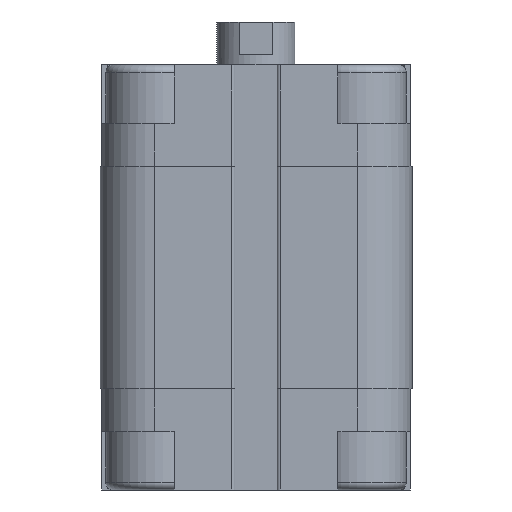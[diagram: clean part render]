
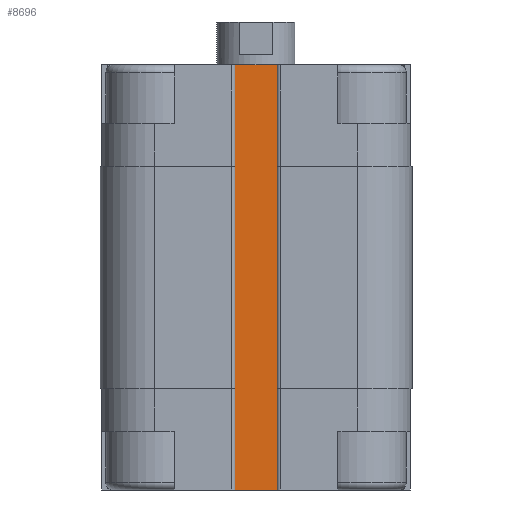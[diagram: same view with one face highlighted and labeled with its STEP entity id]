
A CAD part, front view. The second image highlights one B-rep face of the part: STEP entity #8696.
In plain terms, the highlighted face is planar.
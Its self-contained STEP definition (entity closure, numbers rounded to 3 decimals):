
#155=LINE('',#13174,#957);
#270=LINE('',#13537,#1072);
#271=LINE('',#13539,#1073);
#272=LINE('',#13541,#1074);
#957=VECTOR('',#10237,1000.);
#1072=VECTOR('',#10568,1000.);
#1073=VECTOR('',#10571,1000.);
#1074=VECTOR('',#10572,1000.);
#1700=PLANE('',#9343);
#2878=ORIENTED_EDGE('',*,*,#5136,.F.);
#2879=ORIENTED_EDGE('',*,*,#5317,.F.);
#2880=ORIENTED_EDGE('',*,*,#5318,.T.);
#2881=ORIENTED_EDGE('',*,*,#5319,.T.);
#5136=EDGE_CURVE('',#6395,#6396,#155,.T.);
#5317=EDGE_CURVE('',#6535,#6395,#270,.T.);
#5318=EDGE_CURVE('',#6535,#6536,#271,.T.);
#5319=EDGE_CURVE('',#6536,#6396,#272,.T.);
#6395=VERTEX_POINT('',#13173);
#6396=VERTEX_POINT('',#13175);
#6535=VERTEX_POINT('',#13536);
#6536=VERTEX_POINT('',#13540);
#7436=EDGE_LOOP('',(#2878,#2879,#2880,#2881));
#8060=FACE_BOUND('',#7436,.T.);
#8696=ADVANCED_FACE('',(#8060),#1700,.T.);
#9343=AXIS2_PLACEMENT_3D('',#13538,#10569,#10570);
#10237=DIRECTION('',(-1.,0.,0.));
#10568=DIRECTION('',(0.,0.,1.));
#10569=DIRECTION('',(0.,1.,0.));
#10570=DIRECTION('',(0.,0.,1.));
#10571=DIRECTION('',(-1.,0.,0.));
#10572=DIRECTION('',(0.,0.,1.));
#13173=CARTESIAN_POINT('',(3.,15.,0.));
#13174=CARTESIAN_POINT('',(3.,15.,0.));
#13175=CARTESIAN_POINT('',(-3.,15.,0.));
#13536=CARTESIAN_POINT('',(3.,15.,-54.5));
#13537=CARTESIAN_POINT('',(3.,15.,-13.));
#13538=CARTESIAN_POINT('',(3.,15.,-13.));
#13539=CARTESIAN_POINT('',(3.,15.,-54.5));
#13540=CARTESIAN_POINT('',(-3.,15.,-54.5));
#13541=CARTESIAN_POINT('',(-3.,15.,-13.));
